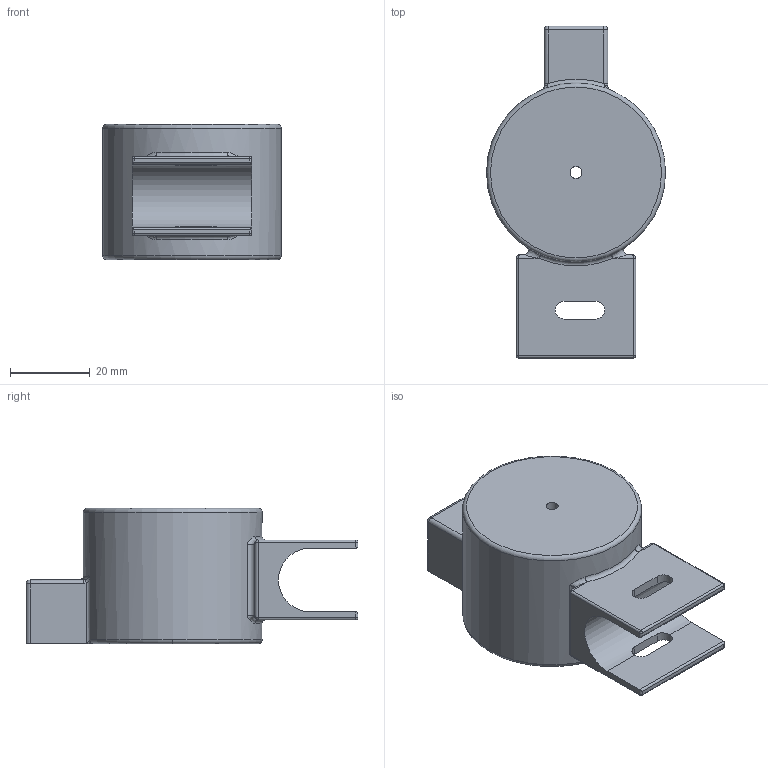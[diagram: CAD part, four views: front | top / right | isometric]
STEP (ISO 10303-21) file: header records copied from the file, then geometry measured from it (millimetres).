
FILE_DESCRIPTION(('FreeCAD Model'),'2;1');
FILE_NAME('contenedor_motor.step','2016-04-29T22:25:57',('Author'),(''), 'Open CASCADE STEP processor 6.9','FreeCAD','Unknown');
FILE_SCHEMA(('AUTOMOTIVE_DESIGN_CC2 { 1 2 10303 214 -1 1 5 4 }'));
Length unit declared in the file: millimetre
Products named in the file (2): ASSEMBLY; Body
Assembly tree (1 placements, depth 2):
  ASSEMBLY
    Body
Bounding box: 45 x 83.47 x 34 mm (x, y, z)
Volume: 22120.4 mm3; surface area: 16109.1 mm2
Topology: 1 solids, 1 shells, 102 faces, 249 edges, 134 vertices
Faces by surface type: cylinder 43, plane 26, bspline 16, torus 9, sphere 8
Full cylindrical faces by diameter (mm): 3 x1, 11 x1, 41 x1, 45 x1
Entity records: 11358 total; most frequent: CARTESIAN_POINT 7336, DIRECTION 552, ORIENTED_EDGE 466, PCURVE 466, DEFINITIONAL_REPRESENTATION 466, B_SPLINE_CURVE_WITH_KNOTS 337, EDGE_CURVE 233, SURFACE_CURVE 226
